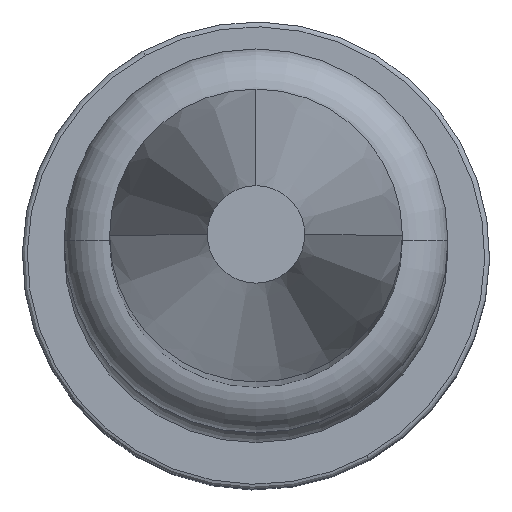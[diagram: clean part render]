
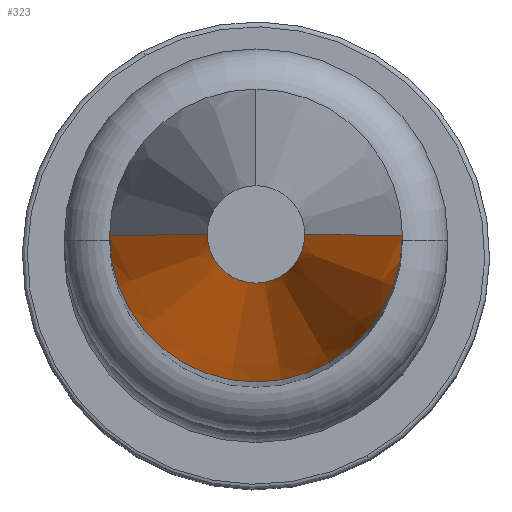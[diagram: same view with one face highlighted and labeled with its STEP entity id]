
A CAD part, top view. The second image highlights one B-rep face of the part: STEP entity #323.
In plain terms, the highlighted conical face has half-angle 8.342 degrees and reference radius 1.878 mm.
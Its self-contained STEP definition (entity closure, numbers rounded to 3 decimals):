
#19 = ORIENTED_EDGE ( 'NONE', *, *, #1217, .F. ) ;
#144 = ORIENTED_EDGE ( 'NONE', *, *, #5763, .F. ) ;
#232 = CARTESIAN_POINT ( 'NONE',  ( 1.996, 0., 508. ) ) ;
#323 = ADVANCED_FACE ( 'NONE', ( #8368 ), #7807, .T. ) ;
#1052 = CARTESIAN_POINT ( 'NONE',  ( -1.996, 0., 508. ) ) ;
#1217 = EDGE_CURVE ( 'NONE', #4011, #4526, #5973, .T. ) ;
#1363 = DIRECTION ( 'NONE',  ( 0.145, 0., -0.989 ) ) ;
#1465 = CARTESIAN_POINT ( 'NONE',  ( -6., 0., 480.695 ) ) ;
#1556 = EDGE_LOOP ( 'NONE', ( #10272, #10652, #19, #144 ) ) ;
#1901 = LINE ( 'NONE', #7586, #3708 ) ;
#2039 = CARTESIAN_POINT ( 'NONE',  ( 0., 0., 508.806 ) ) ;
#2265 = CARTESIAN_POINT ( 'NONE',  ( 1.878, 0., 508.806 ) ) ;
#2976 = DIRECTION ( 'NONE',  ( 0., 0., -1. ) ) ;
#3708 = VECTOR ( 'NONE', #5908, 1000. ) ;
#3797 = VERTEX_POINT ( 'NONE', #1052 ) ;
#3980 = VECTOR ( 'NONE', #1363, 1000. ) ;
#4011 = VERTEX_POINT ( 'NONE', #6108 ) ;
#4526 = VERTEX_POINT ( 'NONE', #1465 ) ;
#4562 = CARTESIAN_POINT ( 'NONE',  ( 0., 0., 508. ) ) ;
#5347 = CIRCLE ( 'NONE', #9961, 1.996 ) ;
#5454 = DIRECTION ( 'NONE',  ( 1., 0., 0. ) ) ;
#5569 = DIRECTION ( 'NONE',  ( -1., 0., 0. ) ) ;
#5763 = EDGE_CURVE ( 'NONE', #11256, #4011, #6930, .T. ) ;
#5908 = DIRECTION ( 'NONE',  ( -0.145, 0., -0.989 ) ) ;
#5973 = CIRCLE ( 'NONE', #8384, 6. ) ;
#6108 = CARTESIAN_POINT ( 'NONE',  ( 6., 0., 480.695 ) ) ;
#6930 = LINE ( 'NONE', #2265, #3980 ) ;
#7372 = DIRECTION ( 'NONE',  ( 0., 0., -1. ) ) ;
#7586 = CARTESIAN_POINT ( 'NONE',  ( -1.878, 0., 508.806 ) ) ;
#7807 = CONICAL_SURFACE ( 'NONE', #7856, 1.878, 0.146 ) ;
#7856 = AXIS2_PLACEMENT_3D ( 'NONE', #2039, #7372, #5569 ) ;
#8249 = EDGE_CURVE ( 'NONE', #3797, #4526, #1901, .T. ) ;
#8326 = CARTESIAN_POINT ( 'NONE',  ( 0., 0., 480.695 ) ) ;
#8368 = FACE_OUTER_BOUND ( 'NONE', #1556, .T. ) ;
#8384 = AXIS2_PLACEMENT_3D ( 'NONE', #8326, #2976, #9201 ) ;
#9201 = DIRECTION ( 'NONE',  ( -1., 0., 0. ) ) ;
#9961 = AXIS2_PLACEMENT_3D ( 'NONE', #4562, #10774, #5454 ) ;
#10272 = ORIENTED_EDGE ( 'NONE', *, *, #11131, .T. ) ;
#10652 = ORIENTED_EDGE ( 'NONE', *, *, #8249, .T. ) ;
#10774 = DIRECTION ( 'NONE',  ( 0., 0., -1. ) ) ;
#11131 = EDGE_CURVE ( 'NONE', #11256, #3797, #5347, .T. ) ;
#11256 = VERTEX_POINT ( 'NONE', #232 ) ;
